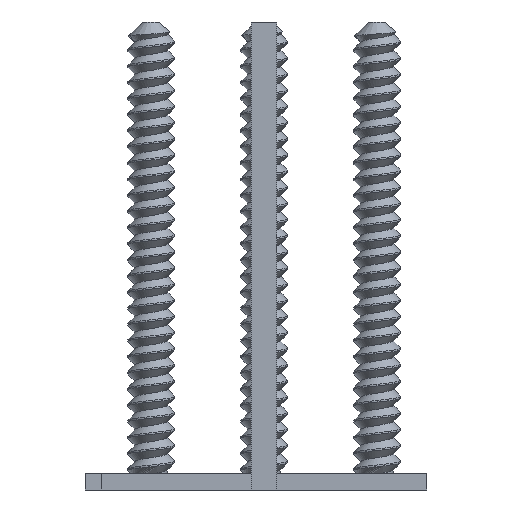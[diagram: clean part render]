
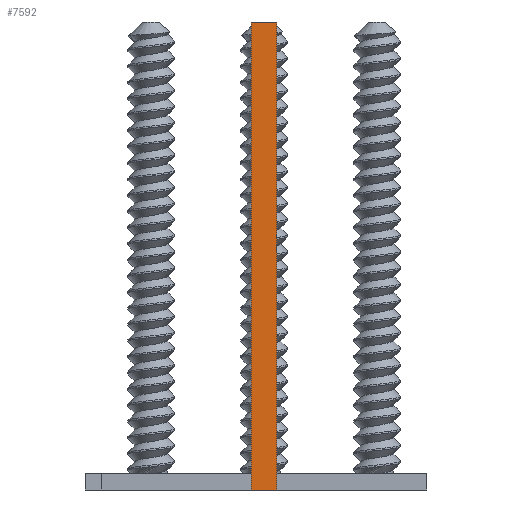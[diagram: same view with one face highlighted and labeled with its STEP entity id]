
A CAD part, left-side view. The second image highlights one B-rep face of the part: STEP entity #7592.
In plain terms, the highlighted planar face has unit normal (-1, 0, 0).
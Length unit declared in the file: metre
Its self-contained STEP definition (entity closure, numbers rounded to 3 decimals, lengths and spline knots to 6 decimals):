
#848=ORIENTED_EDGE('',*,*,#2945,.F.);
#849=ORIENTED_EDGE('',*,*,#2949,.T.);
#850=ORIENTED_EDGE('',*,*,#2942,.T.);
#851=ORIENTED_EDGE('',*,*,#2950,.T.);
#2942=EDGE_CURVE('',#3985,#3989,#4765,.T.);
#2945=EDGE_CURVE('',#3992,#3993,#4768,.T.);
#2949=EDGE_CURVE('',#3992,#3985,#4772,.T.);
#2950=EDGE_CURVE('',#3989,#3993,#4773,.T.);
#3985=VERTEX_POINT('',#16357);
#3989=VERTEX_POINT('',#16365);
#3992=VERTEX_POINT('',#16372);
#3993=VERTEX_POINT('',#16374);
#4765=LINE('',#16366,#5300);
#4768=LINE('',#16373,#5303);
#4772=LINE('',#16381,#5307);
#4773=LINE('',#16382,#5308);
#5300=VECTOR('',#8960,1.);
#5303=VECTOR('',#8965,1.);
#5307=VECTOR('',#8971,1.);
#5308=VECTOR('',#8972,1.);
#5821=EDGE_LOOP('',(#848,#849,#850,#851));
#6630=FACE_BOUND('',#5821,.T.);
#7433=PLANE('',#8018);
#7592=ADVANCED_FACE('',(#6630),#7433,.T.);
#8018=AXIS2_PLACEMENT_3D('',#16380,#8969,#8970);
#8960=DIRECTION('',(0.,0.,-1.));
#8965=DIRECTION('',(0.,0.,-1.));
#8969=DIRECTION('',(-1.,0.,0.));
#8970=DIRECTION('',(0.,-1.,0.));
#8971=DIRECTION('',(0.,1.,0.));
#8972=DIRECTION('',(0.,-1.,0.));
#16357=CARTESIAN_POINT('',(-0.15035,0.004,0.145));
#16365=CARTESIAN_POINT('',(-0.15035,0.004,0.));
#16366=CARTESIAN_POINT('',(-0.15035,0.004,0.0025));
#16372=CARTESIAN_POINT('',(-0.15035,-0.004,0.145));
#16373=CARTESIAN_POINT('',(-0.15035,-0.004,0.0025));
#16374=CARTESIAN_POINT('',(-0.15035,-0.004,0.));
#16380=CARTESIAN_POINT('',(-0.15035,0.,0.0025));
#16381=CARTESIAN_POINT('',(-0.15035,0.,0.145));
#16382=CARTESIAN_POINT('',(-0.15035,0.,0.));
